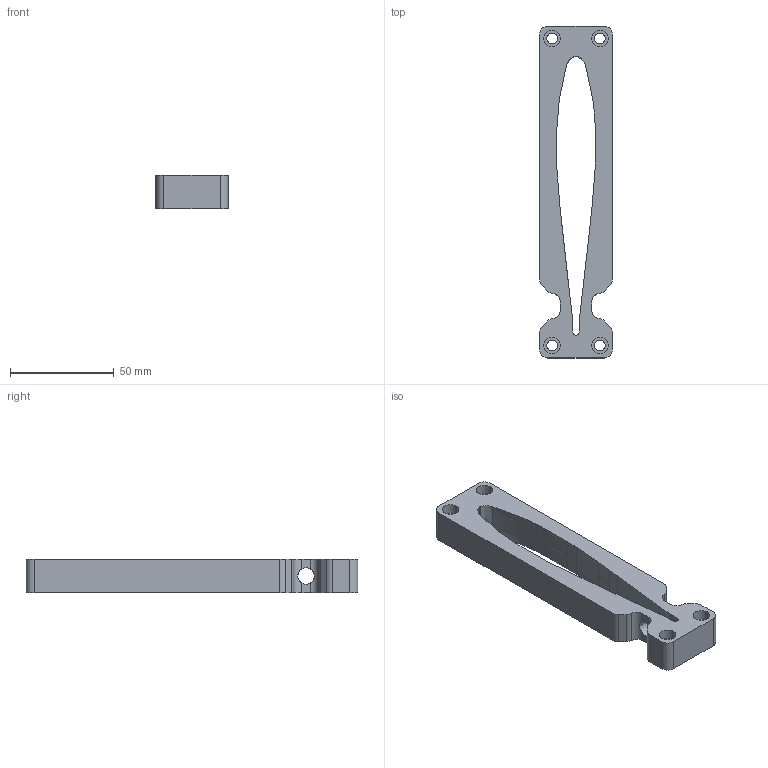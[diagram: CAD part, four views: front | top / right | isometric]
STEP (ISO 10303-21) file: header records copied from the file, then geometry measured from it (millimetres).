
FILE_DESCRIPTION(('3DEXPERIENCE STEP','CAx-IF Rec.Pracs.--- Model Styling and Organization---1.5--- 2016-08-15','CAx-IF Rec.Pracs.---Supplemental Geometry---1.0---2011-11-01','CAx-IF Rec.Pracs.--- Composite Materials ---1.1---2010-07-15'),'2;1');
FILE_NAME('EB24-Pav-SDW-Arrêt goupille B.1.stp','2024-05-30T14:58:42+00:00',('none'),('none'),'3DEXPERIENCE Platform3DEXPERIENCE R2024x HotFix 3.13','3DEXPERIENCE Platform STEP AP214 v3','none');
FILE_SCHEMA(('AUTOMOTIVE_DESIGN { 1 0 10303 214 1 1 1 1 }'));
Length unit declared in the file: millimetre
Products named in the file (1): EB24-Pav-SDW-Arrêt goupille
Bounding box: 35 x 160 x 16 mm (x, y, z)
Volume: 55119.5 mm3; surface area: 19195.4 mm2
Topology: 1 solids, 1 shells, 84 faces, 240 edges, 160 vertices
Faces by surface type: cylinder 38, plane 30, extrusion 16
Entity records: 3189 total; most frequent: CARTESIAN_POINT 1101, ORIENTED_EDGE 480, DIRECTION 313, EDGE_CURVE 240, VERTEX_POINT 160, VECTOR 135, AXIS2_PLACEMENT_3D 126, LINE 119
